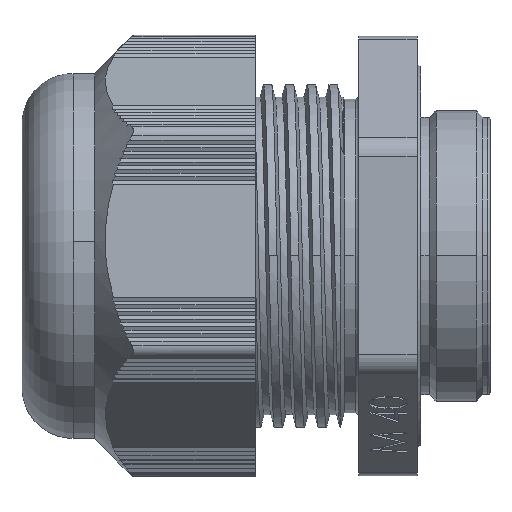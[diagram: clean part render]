
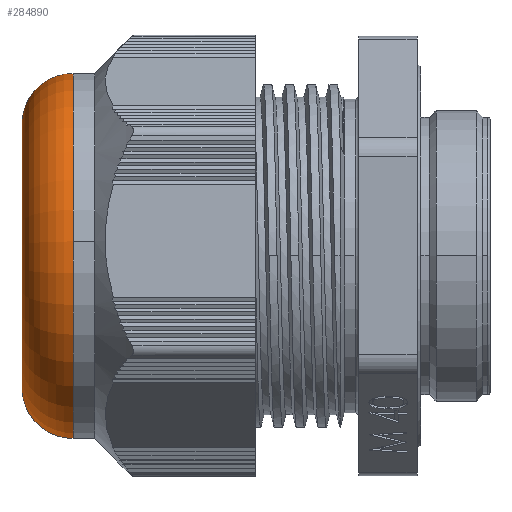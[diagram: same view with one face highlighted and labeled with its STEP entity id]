
A CAD part, top view. The second image highlights one B-rep face of the part: STEP entity #284890.
In plain terms, the highlighted toroidal (fillet/blend) face has major radius 18.1 mm and minor radius 7 mm.
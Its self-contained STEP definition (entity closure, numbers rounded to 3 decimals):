
#205660=CARTESIAN_POINT('',(-25.,0.,0.));
#205670=DIRECTION('',(1.,0.,0.));
#205680=DIRECTION('',(0.,0.,-1.));
#205690=AXIS2_PLACEMENT_3D('',#205660,#205670,#205680);
#205700=CIRCLE('',#205690,25.1);
#205730=CARTESIAN_POINT('',(-25.,25.1,0.));
#205740=VERTEX_POINT('',#205730);
#205770=CARTESIAN_POINT('',(-25.,18.1,0.));
#205780=DIRECTION('',(0.,0.,1.));
#205790=DIRECTION('',(-1.,-0.,0.));
#205800=AXIS2_PLACEMENT_3D('',#205770,#205780,#205790);
#205810=CIRCLE('',#205800,7.);
#205820=CARTESIAN_POINT('',(-32.,18.1,0.));
#205830=VERTEX_POINT('',#205820);
#205840=EDGE_CURVE('',#205740,#205830,#205810,.T.);
#205860=CARTESIAN_POINT('',(-32.,0.,0.));
#205870=DIRECTION('',(1.,0.,0.));
#205880=DIRECTION('',(0.,0.,-1.));
#205890=AXIS2_PLACEMENT_3D('',#205860,#205870,#205880);
#205900=CIRCLE('',#205890,18.1);
#205910=CARTESIAN_POINT('',(-32.,-18.1,0.));
#205920=VERTEX_POINT('',#205910);
#205950=CARTESIAN_POINT('',(-25.,-18.1,0.));
#205960=DIRECTION('',(0.,0.,-1.));
#205970=DIRECTION('',(-1.,0.,0.));
#205980=AXIS2_PLACEMENT_3D('',#205950,#205960,#205970);
#205990=CIRCLE('',#205980,7.);
#206000=CARTESIAN_POINT('',(-25.,-25.1,0.));
#206010=VERTEX_POINT('',#206000);
#206020=EDGE_CURVE('',#206010,#205920,#205990,.T.);
#206230=CARTESIAN_POINT('',(-25.,0.,25.1));
#206240=VERTEX_POINT('',#206230);
#206250=EDGE_CURVE('',#206240,#206010,#205700,.T.);
#244410=CARTESIAN_POINT('',(-32.,0.,18.1));
#244420=VERTEX_POINT('',#244410);
#244430=EDGE_CURVE('',#244420,#205920,#205900,.T.);
#244460=EDGE_CURVE('',#205830,#244420,#205900,.T.);
#282360=EDGE_CURVE('',#205740,#206240,#205700,.T.);
#284760=CARTESIAN_POINT('',(-25.,0.,0.));
#284770=DIRECTION('',(1.,0.,0.));
#284780=DIRECTION('',(0.,-1.,0.));
#284790=AXIS2_PLACEMENT_3D('',#284760,#284770,#284780);
#284800=TOROIDAL_SURFACE('',#284790,18.1,7.);
#284810=ORIENTED_EDGE('',*,*,#205840,.T.);
#284820=ORIENTED_EDGE('',*,*,#282360,.F.);
#284830=ORIENTED_EDGE('',*,*,#206250,.F.);
#284840=ORIENTED_EDGE('',*,*,#206020,.F.);
#284850=ORIENTED_EDGE('',*,*,#244430,.T.);
#284860=ORIENTED_EDGE('',*,*,#244460,.T.);
#284870=EDGE_LOOP('',(#284860,#284850,#284840,#284830,#284820,#284810));
#284880=FACE_OUTER_BOUND('',#284870,.T.);
#284890=ADVANCED_FACE('',(#284880),#284800,.T.);
